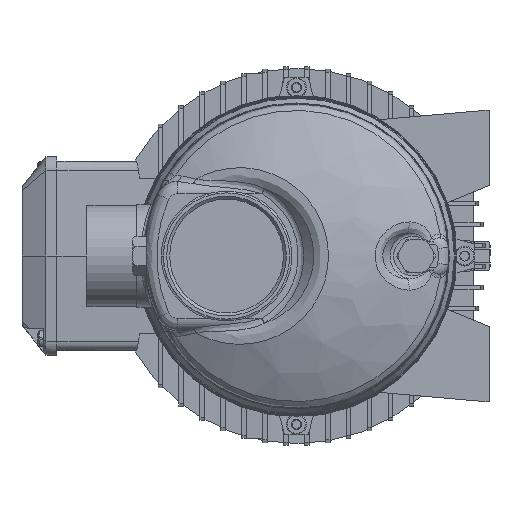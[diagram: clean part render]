
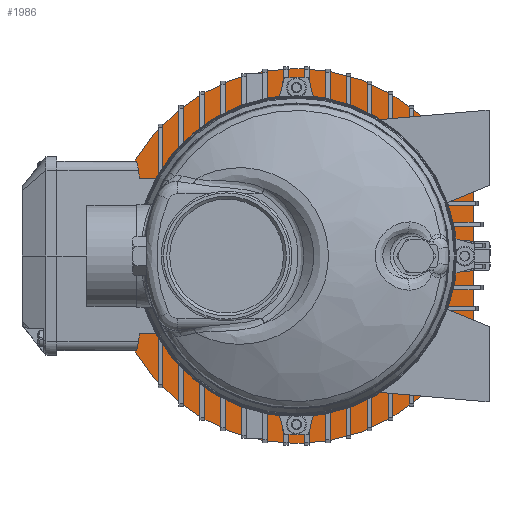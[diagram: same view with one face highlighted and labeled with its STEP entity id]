
A CAD part, left-side view. The second image highlights one B-rep face of the part: STEP entity #1986.
In plain terms, the highlighted planar face has unit normal (-1, 0, 0).
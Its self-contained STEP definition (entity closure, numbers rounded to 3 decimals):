
#1942=CARTESIAN_POINT('',(177.,-89.511,-95.011));
#1943=DIRECTION('',(-1.0,0.0,0.0));
#1944=DIRECTION('',(0.0,0.0,1.0));
#1945=AXIS2_PLACEMENT_3D('',#1942,#1943,#1944);
#1946=PLANE('',#1945);
#1947=CARTESIAN_POINT('',(177.,-88.5,-31.682));
#1948=VERTEX_POINT('',#1947);
#1949=CARTESIAN_POINT('',(177.,-88.5,31.682));
#1950=VERTEX_POINT('',#1949);
#1951=CARTESIAN_POINT('',(177.,-88.5,-31.682));
#1952=DIRECTION('',(0.0,0.0,1.0));
#1953=VECTOR('',#1952,63.364);
#1954=LINE('',#1951,#1953);
#1955=EDGE_CURVE('',#1948,#1950,#1954,.T.);
#1956=ORIENTED_EDGE('',*,*,#1955,.T.);
#1957=CARTESIAN_POINT('',(177.,0.,0.));
#1958=DIRECTION('',(1.0,0.,0.));
#1959=DIRECTION('',(0.,1.0,0.));
#1960=AXIS2_PLACEMENT_3D('',#1957,#1958,#1959);
#1961=CIRCLE('',#1960,94.);
#1962=EDGE_CURVE('',#1948,#1950,#1961,.T.);
#1963=ORIENTED_EDGE('',*,*,#1962,.F.);
#1964=EDGE_LOOP('',(#1956,#1963));
#1965=FACE_OUTER_BOUND('',#1964,.T.);
#1966=CARTESIAN_POINT('',(177.,80.,0.));
#1967=VERTEX_POINT('',#1966);
#1968=CARTESIAN_POINT('',(177.,-80.,0.));
#1969=VERTEX_POINT('',#1968);
#1970=CARTESIAN_POINT('',(177.,0.,0.));
#1971=DIRECTION('',(1.0,0.,0.));
#1972=DIRECTION('',(0.,1.0,0.));
#1973=AXIS2_PLACEMENT_3D('',#1970,#1971,#1972);
#1974=CIRCLE('',#1973,80.);
#1975=EDGE_CURVE('',#1967,#1969,#1974,.T.);
#1976=ORIENTED_EDGE('',*,*,#1975,.T.);
#1977=CARTESIAN_POINT('',(177.,0.,0.));
#1978=DIRECTION('',(1.0,0.,0.));
#1979=DIRECTION('',(0.,1.0,0.));
#1980=AXIS2_PLACEMENT_3D('',#1977,#1978,#1979);
#1981=CIRCLE('',#1980,80.);
#1982=EDGE_CURVE('',#1969,#1967,#1981,.T.);
#1983=ORIENTED_EDGE('',*,*,#1982,.T.);
#1984=EDGE_LOOP('',(#1976,#1983));
#1985=FACE_BOUND('',#1984,.T.);
#1986=ADVANCED_FACE('',(#1965,#1985),#1946,.T.);
